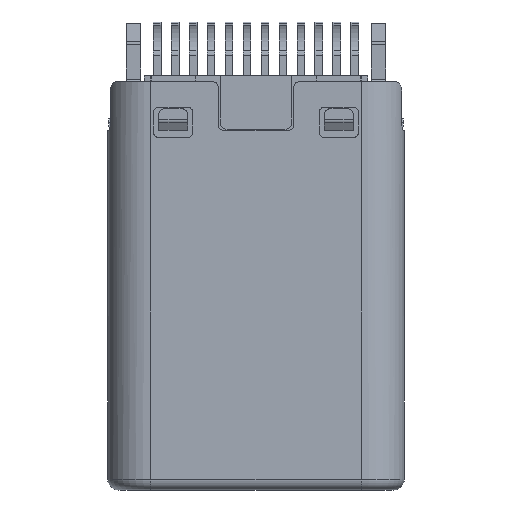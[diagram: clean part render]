
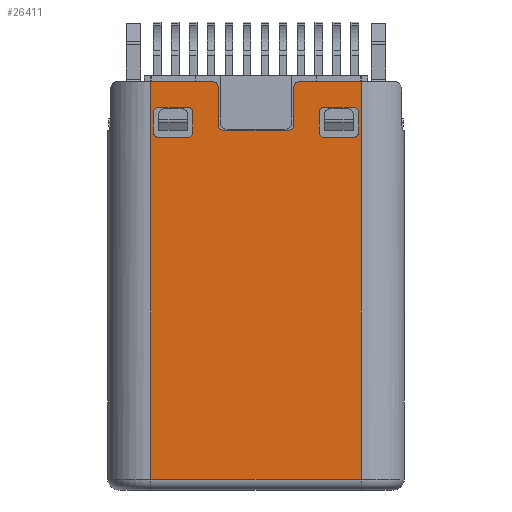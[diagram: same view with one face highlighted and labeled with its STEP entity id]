
A CAD part, front view. The second image highlights one B-rep face of the part: STEP entity #26411.
In plain terms, the highlighted planar face has unit normal (0, -1, 0).
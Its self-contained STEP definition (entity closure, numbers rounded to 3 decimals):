
#3993=DIRECTION('',(-1.,0.,0.));
#3994=VECTOR('',#3993,0.8);
#3995=CARTESIAN_POINT('',(2.704,-1.18,0.709));
#3996=LINE('',#3995,#3994);
#4007=DIRECTION('',(-1.,0.,0.));
#4008=VECTOR('',#4007,0.8);
#4009=CARTESIAN_POINT('',(-1.904,-1.18,0.709));
#4010=LINE('',#4009,#4008);
#5193=DIRECTION('',(0.,0.,-1.));
#5194=VECTOR('',#5193,11.05);
#5195=CARTESIAN_POINT('',(-2.925,-1.18,2.264));
#5196=LINE('',#5195,#5194);
#5249=DIRECTION('',(-1.,0.,0.));
#5250=VECTOR('',#5249,1.725);
#5251=CARTESIAN_POINT('',(-1.2,-1.18,2.264));
#5252=LINE('',#5251,#5250);
#5293=DIRECTION('',(0.,0.,1.));
#5294=VECTOR('',#5293,1.05);
#5295=CARTESIAN_POINT('',(-1.05,-1.18,1.064));
#5296=LINE('',#5295,#5294);
#5314=DIRECTION('',(-1.,0.,0.));
#5315=VECTOR('',#5314,1.8);
#5316=CARTESIAN_POINT('',(0.9,-1.18,0.914));
#5317=LINE('',#5316,#5315);
#5356=CARTESIAN_POINT('',(1.2,-1.18,2.114));
#5357=DIRECTION('',(0.,1.,0.));
#5358=DIRECTION('',(-1.,0.,0.));
#5359=AXIS2_PLACEMENT_3D('',#5356,#5357,#5358);
#5364=CARTESIAN_POINT('',(-1.2,-1.18,2.114));
#5365=DIRECTION('',(0.,1.,0.));
#5366=DIRECTION('',(0.,0.,1.));
#5367=AXIS2_PLACEMENT_3D('',#5364,#5365,#5366);
#5372=CARTESIAN_POINT('',(-0.9,-1.18,1.064));
#5373=DIRECTION('',(0.,-1.,0.));
#5374=DIRECTION('',(-1.,0.,0.));
#5375=AXIS2_PLACEMENT_3D('',#5372,#5373,#5374);
#5380=CARTESIAN_POINT('',(0.9,-1.18,1.064));
#5381=DIRECTION('',(0.,-1.,0.));
#5382=DIRECTION('',(0.,0.,-1.));
#5383=AXIS2_PLACEMENT_3D('',#5380,#5381,#5382);
#5388=DIRECTION('',(0.,0.,1.));
#5389=VECTOR('',#5388,1.05);
#5390=CARTESIAN_POINT('',(1.05,-1.18,1.064));
#5391=LINE('',#5390,#5389);
#5395=CARTESIAN_POINT('',(-1.904,-1.18,0.859));
#5396=DIRECTION('',(0.,-1.,0.));
#5397=DIRECTION('',(0.,0.,-1.));
#5398=AXIS2_PLACEMENT_3D('',#5395,#5396,#5397);
#5403=CARTESIAN_POINT('',(-1.904,-1.18,1.409));
#5404=DIRECTION('',(0.,-1.,0.));
#5405=DIRECTION('',(1.,0.,0.));
#5406=AXIS2_PLACEMENT_3D('',#5403,#5404,#5405);
#5411=CARTESIAN_POINT('',(-2.704,-1.18,1.409));
#5412=DIRECTION('',(0.,-1.,0.));
#5413=DIRECTION('',(0.,0.,1.));
#5414=AXIS2_PLACEMENT_3D('',#5411,#5412,#5413);
#5419=CARTESIAN_POINT('',(-2.704,-1.18,0.859));
#5420=DIRECTION('',(0.,-1.,0.));
#5421=DIRECTION('',(-1.,0.,0.));
#5422=AXIS2_PLACEMENT_3D('',#5419,#5420,#5421);
#5427=CARTESIAN_POINT('',(2.704,-1.18,1.409));
#5428=DIRECTION('',(0.,-1.,0.));
#5429=DIRECTION('',(1.,0.,0.));
#5430=AXIS2_PLACEMENT_3D('',#5427,#5428,#5429);
#5435=CARTESIAN_POINT('',(1.904,-1.18,1.409));
#5436=DIRECTION('',(0.,-1.,0.));
#5437=DIRECTION('',(0.,0.,1.));
#5438=AXIS2_PLACEMENT_3D('',#5435,#5436,#5437);
#5443=CARTESIAN_POINT('',(1.904,-1.18,0.859));
#5444=DIRECTION('',(0.,-1.,0.));
#5445=DIRECTION('',(-1.,0.,0.));
#5446=AXIS2_PLACEMENT_3D('',#5443,#5444,#5445);
#5451=CARTESIAN_POINT('',(2.704,-1.18,0.859));
#5452=DIRECTION('',(0.,-1.,0.));
#5453=DIRECTION('',(0.,0.,-1.));
#5454=AXIS2_PLACEMENT_3D('',#5451,#5452,#5453);
#5482=DIRECTION('',(-1.,0.,0.));
#5483=VECTOR('',#5482,1.725);
#5484=CARTESIAN_POINT('',(2.925,-1.18,2.264));
#5485=LINE('',#5484,#5483);
#5671=DIRECTION('',(0.,0.,1.));
#5672=VECTOR('',#5671,11.05);
#5673=CARTESIAN_POINT('',(2.925,-1.18,-8.786));
#5674=LINE('',#5673,#5672);
#5831=DIRECTION('',(1.,0.,0.));
#5832=VECTOR('',#5831,5.85);
#5833=CARTESIAN_POINT('',(-2.925,-1.18,-8.786));
#5834=LINE('',#5833,#5832);
#19189=DIRECTION('',(0.,0.,-1.));
#19190=VECTOR('',#19189,0.55);
#19191=CARTESIAN_POINT('',(-1.754,-1.18,1.409));
#19192=LINE('',#19191,#19190);
#19210=DIRECTION('',(1.,0.,0.));
#19211=VECTOR('',#19210,0.8);
#19212=CARTESIAN_POINT('',(-2.704,-1.18,1.559));
#19213=LINE('',#19212,#19211);
#19231=DIRECTION('',(0.,0.,1.));
#19232=VECTOR('',#19231,0.55);
#19233=CARTESIAN_POINT('',(-2.854,-1.18,0.859));
#19234=LINE('',#19233,#19232);
#19252=DIRECTION('',(0.,0.,-1.));
#19253=VECTOR('',#19252,0.55);
#19254=CARTESIAN_POINT('',(2.854,-1.18,1.409));
#19255=LINE('',#19254,#19253);
#19287=DIRECTION('',(1.,0.,0.));
#19288=VECTOR('',#19287,0.8);
#19289=CARTESIAN_POINT('',(1.904,-1.18,1.559));
#19290=LINE('',#19289,#19288);
#19308=DIRECTION('',(0.,0.,1.));
#19309=VECTOR('',#19308,0.55);
#19310=CARTESIAN_POINT('',(1.754,-1.18,0.859));
#19311=LINE('',#19310,#19309);
#19606=CARTESIAN_POINT('',(1.05,-1.18,2.114));
#19607=CARTESIAN_POINT('',(1.2,-1.18,2.264));
#19608=VERTEX_POINT('',#19606);
#19609=VERTEX_POINT('',#19607);
#19610=CARTESIAN_POINT('',(2.925,-1.18,2.264));
#19611=VERTEX_POINT('',#19610);
#19612=CARTESIAN_POINT('',(2.925,-1.18,-8.786));
#19613=VERTEX_POINT('',#19612);
#19614=CARTESIAN_POINT('',(-2.925,-1.18,-8.786));
#19615=VERTEX_POINT('',#19614);
#19616=CARTESIAN_POINT('',(-2.925,-1.18,2.264));
#19617=VERTEX_POINT('',#19616);
#19618=CARTESIAN_POINT('',(-1.2,-1.18,2.264));
#19619=VERTEX_POINT('',#19618);
#19620=CARTESIAN_POINT('',(-1.05,-1.18,2.114));
#19621=VERTEX_POINT('',#19620);
#19622=CARTESIAN_POINT('',(-1.05,-1.18,1.064));
#19623=VERTEX_POINT('',#19622);
#19624=CARTESIAN_POINT('',(-0.9,-1.18,0.914));
#19625=VERTEX_POINT('',#19624);
#19626=CARTESIAN_POINT('',(0.9,-1.18,0.914));
#19627=VERTEX_POINT('',#19626);
#19628=CARTESIAN_POINT('',(1.05,-1.18,1.064));
#19629=VERTEX_POINT('',#19628);
#19630=CARTESIAN_POINT('',(-1.904,-1.18,0.709));
#19631=CARTESIAN_POINT('',(-2.704,-1.18,0.709));
#19632=VERTEX_POINT('',#19630);
#19633=VERTEX_POINT('',#19631);
#19634=CARTESIAN_POINT('',(-1.754,-1.18,0.859));
#19635=VERTEX_POINT('',#19634);
#19636=CARTESIAN_POINT('',(-1.754,-1.18,1.409));
#19637=VERTEX_POINT('',#19636);
#19638=CARTESIAN_POINT('',(-1.904,-1.18,1.559));
#19639=VERTEX_POINT('',#19638);
#19640=CARTESIAN_POINT('',(-2.704,-1.18,1.559));
#19641=VERTEX_POINT('',#19640);
#19642=CARTESIAN_POINT('',(-2.854,-1.18,1.409));
#19643=VERTEX_POINT('',#19642);
#19644=CARTESIAN_POINT('',(-2.854,-1.18,0.859));
#19645=VERTEX_POINT('',#19644);
#19646=CARTESIAN_POINT('',(2.854,-1.18,1.409));
#19647=CARTESIAN_POINT('',(2.854,-1.18,0.859));
#19648=VERTEX_POINT('',#19646);
#19649=VERTEX_POINT('',#19647);
#19650=CARTESIAN_POINT('',(2.704,-1.18,1.559));
#19651=VERTEX_POINT('',#19650);
#19652=CARTESIAN_POINT('',(1.904,-1.18,1.559));
#19653=VERTEX_POINT('',#19652);
#19654=CARTESIAN_POINT('',(1.754,-1.18,1.409));
#19655=VERTEX_POINT('',#19654);
#19656=CARTESIAN_POINT('',(1.754,-1.18,0.859));
#19657=VERTEX_POINT('',#19656);
#19658=CARTESIAN_POINT('',(1.904,-1.18,0.709));
#19659=VERTEX_POINT('',#19658);
#19660=CARTESIAN_POINT('',(2.704,-1.18,0.709));
#19661=VERTEX_POINT('',#19660);
#26355=CARTESIAN_POINT('',(4.125,-1.18,2.414));
#26356=DIRECTION('',(0.,-1.,0.));
#26357=DIRECTION('',(-1.,0.,0.));
#26358=AXIS2_PLACEMENT_3D('',#26355,#26356,#26357);
#26359=PLANE('',#26358);
#26360=ORIENTED_EDGE('',*,*,#26346,.T.);
#26362=ORIENTED_EDGE('',*,*,#26361,.F.);
#26364=ORIENTED_EDGE('',*,*,#26363,.F.);
#26366=ORIENTED_EDGE('',*,*,#26365,.F.);
#26367=ORIENTED_EDGE('',*,*,#26226,.F.);
#26368=ORIENTED_EDGE('',*,*,#26248,.F.);
#26369=ORIENTED_EDGE('',*,*,#26265,.T.);
#26370=ORIENTED_EDGE('',*,*,#26280,.F.);
#26371=ORIENTED_EDGE('',*,*,#26292,.T.);
#26372=ORIENTED_EDGE('',*,*,#26306,.F.);
#26373=ORIENTED_EDGE('',*,*,#26320,.T.);
#26374=ORIENTED_EDGE('',*,*,#26334,.T.);
#26375=EDGE_LOOP('',(#26360,#26362,#26364,#26366,#26367,#26368,#26369,#26370,
#26371,#26372,#26373,#26374));
#26376=FACE_OUTER_BOUND('',#26375,.F.);
#26377=ORIENTED_EDGE('',*,*,#25637,.F.);
#26379=ORIENTED_EDGE('',*,*,#26378,.T.);
#26381=ORIENTED_EDGE('',*,*,#26380,.F.);
#26383=ORIENTED_EDGE('',*,*,#26382,.T.);
#26385=ORIENTED_EDGE('',*,*,#26384,.F.);
#26387=ORIENTED_EDGE('',*,*,#26386,.T.);
#26389=ORIENTED_EDGE('',*,*,#26388,.F.);
#26391=ORIENTED_EDGE('',*,*,#26390,.T.);
#26392=EDGE_LOOP('',(#26377,#26379,#26381,#26383,#26385,#26387,#26389,#26391));
#26393=FACE_BOUND('',#26392,.F.);
#26395=ORIENTED_EDGE('',*,*,#26394,.F.);
#26397=ORIENTED_EDGE('',*,*,#26396,.T.);
#26399=ORIENTED_EDGE('',*,*,#26398,.F.);
#26401=ORIENTED_EDGE('',*,*,#26400,.T.);
#26403=ORIENTED_EDGE('',*,*,#26402,.F.);
#26405=ORIENTED_EDGE('',*,*,#26404,.T.);
#26406=ORIENTED_EDGE('',*,*,#25629,.F.);
#26408=ORIENTED_EDGE('',*,*,#26407,.T.);
#26409=EDGE_LOOP('',(#26395,#26397,#26399,#26401,#26403,#26405,#26406,#26408));
#26410=FACE_BOUND('',#26409,.F.);
#5360=CIRCLE('',#5359,0.15);
#5368=CIRCLE('',#5367,0.15);
#5376=CIRCLE('',#5375,0.15);
#5384=CIRCLE('',#5383,0.15);
#5399=CIRCLE('',#5398,0.15);
#5407=CIRCLE('',#5406,0.15);
#5415=CIRCLE('',#5414,0.15);
#5423=CIRCLE('',#5422,0.15);
#5431=CIRCLE('',#5430,0.15);
#5439=CIRCLE('',#5438,0.15);
#5447=CIRCLE('',#5446,0.15);
#5455=CIRCLE('',#5454,0.15);
#25629=EDGE_CURVE('',#19661,#19659,#3996,.T.);
#25637=EDGE_CURVE('',#19632,#19633,#4010,.T.);
#26226=EDGE_CURVE('',#19617,#19615,#5196,.T.);
#26248=EDGE_CURVE('',#19619,#19617,#5252,.T.);
#26265=EDGE_CURVE('',#19619,#19621,#5368,.T.);
#26280=EDGE_CURVE('',#19623,#19621,#5296,.T.);
#26292=EDGE_CURVE('',#19623,#19625,#5376,.T.);
#26306=EDGE_CURVE('',#19627,#19625,#5317,.T.);
#26320=EDGE_CURVE('',#19627,#19629,#5384,.T.);
#26334=EDGE_CURVE('',#19629,#19608,#5391,.T.);
#26346=EDGE_CURVE('',#19608,#19609,#5360,.T.);
#26361=EDGE_CURVE('',#19611,#19609,#5485,.T.);
#26363=EDGE_CURVE('',#19613,#19611,#5674,.T.);
#26365=EDGE_CURVE('',#19615,#19613,#5834,.T.);
#26378=EDGE_CURVE('',#19632,#19635,#5399,.T.);
#26380=EDGE_CURVE('',#19637,#19635,#19192,.T.);
#26382=EDGE_CURVE('',#19637,#19639,#5407,.T.);
#26384=EDGE_CURVE('',#19641,#19639,#19213,.T.);
#26386=EDGE_CURVE('',#19641,#19643,#5415,.T.);
#26388=EDGE_CURVE('',#19645,#19643,#19234,.T.);
#26390=EDGE_CURVE('',#19645,#19633,#5423,.T.);
#26394=EDGE_CURVE('',#19648,#19649,#19255,.T.);
#26396=EDGE_CURVE('',#19648,#19651,#5431,.T.);
#26398=EDGE_CURVE('',#19653,#19651,#19290,.T.);
#26400=EDGE_CURVE('',#19653,#19655,#5439,.T.);
#26402=EDGE_CURVE('',#19657,#19655,#19311,.T.);
#26404=EDGE_CURVE('',#19657,#19659,#5447,.T.);
#26407=EDGE_CURVE('',#19661,#19649,#5455,.T.);
#26411=ADVANCED_FACE('',(#26376,#26393,#26410),#26359,.T.);
